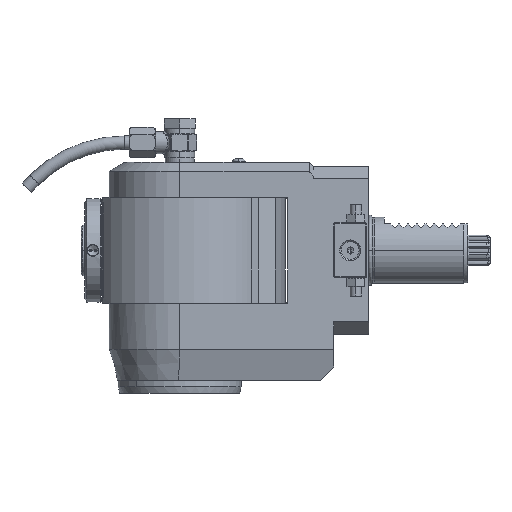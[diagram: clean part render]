
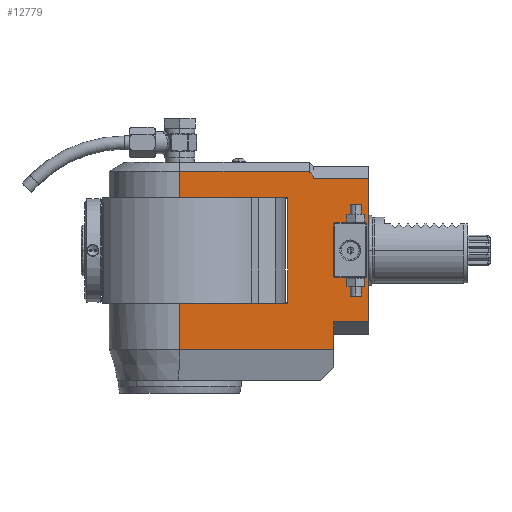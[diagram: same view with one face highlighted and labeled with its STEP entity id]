
A CAD part, left-side view. The second image highlights one B-rep face of the part: STEP entity #12779.
In plain terms, the highlighted planar face has unit normal (-1, 0, 0).
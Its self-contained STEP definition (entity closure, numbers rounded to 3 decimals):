
#27=DIRECTION('',(0.,1.,0.));
#28=VECTOR('',#27,0.433);
#29=CARTESIAN_POINT('',(-32.,-59.433,35.459));
#30=LINE('',#29,#28);
#31=DIRECTION('',(0.,0.655,0.756));
#32=VECTOR('',#31,2.394);
#33=CARTESIAN_POINT('',(-32.,-61.,33.649));
#34=LINE('',#33,#32);
#35=DIRECTION('',(0.,-1.,0.));
#36=VECTOR('',#35,25.);
#37=CARTESIAN_POINT('',(-32.,-61.,32.515));
#38=LINE('',#37,#36);
#39=DIRECTION('',(0.,-1.,0.));
#40=VECTOR('',#39,16.);
#41=CARTESIAN_POINT('',(-32.,-70.,-32.515));
#42=LINE('',#41,#40);
#43=DIRECTION('',(0.,1.,0.));
#44=VECTOR('',#43,23.368);
#45=CARTESIAN_POINT('',(-32.,-49.,24.));
#46=LINE('',#45,#44);
#47=DIRECTION('',(0.,0.,1.));
#48=VECTOR('',#47,24.);
#49=CARTESIAN_POINT('',(-32.,-85.,-12.));
#50=LINE('',#49,#48);
#51=DIRECTION('',(0.,-0.707,-0.707));
#52=VECTOR('',#51,0.707);
#53=CARTESIAN_POINT('',(-32.,-84.5,12.5));
#54=LINE('',#53,#52);
#55=DIRECTION('',(0.,1.,0.));
#56=VECTOR('',#55,14.);
#57=CARTESIAN_POINT('',(-32.,-84.5,12.5));
#58=LINE('',#57,#56);
#59=DIRECTION('',(0.,-0.707,0.707));
#60=VECTOR('',#59,0.707);
#61=CARTESIAN_POINT('',(-32.,-70.,12.));
#62=LINE('',#61,#60);
#63=DIRECTION('',(0.,0.,-1.));
#64=VECTOR('',#63,24.);
#65=CARTESIAN_POINT('',(-32.,-70.,12.));
#66=LINE('',#65,#64);
#67=DIRECTION('',(0.,0.707,0.707));
#68=VECTOR('',#67,0.707);
#69=CARTESIAN_POINT('',(-32.,-70.5,-12.5));
#70=LINE('',#69,#68);
#71=DIRECTION('',(0.,-1.,0.));
#72=VECTOR('',#71,14.);
#73=CARTESIAN_POINT('',(-32.,-70.5,-12.5));
#74=LINE('',#73,#72);
#75=DIRECTION('',(0.,0.707,-0.707));
#76=VECTOR('',#75,0.707);
#77=CARTESIAN_POINT('',(-32.,-85.,-12.));
#78=LINE('',#77,#76);
#83=DIRECTION('',(0.,0.,-1.));
#84=VECTOR('',#83,11.959);
#85=CARTESIAN_POINT('',(-32.,0.,35.959));
#86=LINE('',#85,#84);
#152=DIRECTION('',(0.,1.,0.));
#153=VECTOR('',#152,59.);
#154=CARTESIAN_POINT('',(-32.,-59.,35.959));
#155=LINE('',#154,#153);
#176=DIRECTION('',(0.,0.,1.));
#177=VECTOR('',#176,0.5);
#178=CARTESIAN_POINT('',(-32.,-59.,35.459));
#179=LINE('',#178,#177);
#216=DIRECTION('',(0.,0.,-1.));
#217=VECTOR('',#216,65.03);
#218=CARTESIAN_POINT('',(-32.,-86.,32.515));
#219=LINE('',#218,#217);
#398=DIRECTION('',(0.,0.,1.));
#399=VECTOR('',#398,1.134);
#400=CARTESIAN_POINT('',(-32.,-61.,32.515));
#401=LINE('',#400,#399);
#434=DIRECTION('',(0.,0.,1.));
#435=VECTOR('',#434,12.485);
#436=CARTESIAN_POINT('',(-32.,-70.,-45.));
#437=LINE('',#436,#435);
#454=DIRECTION('',(0.,-1.,0.));
#455=VECTOR('',#454,70.);
#456=CARTESIAN_POINT('',(-32.,0.,
-45.));
#457=LINE('',#456,#455);
#513=DIRECTION('',(0.,0.,-1.));
#514=VECTOR('',#513,21.);
#515=CARTESIAN_POINT('',(-32.,0.,-24.));
#516=LINE('',#515,#514);
#517=CARTESIAN_POINT('',(-32.,0.,-45.001));
#641=DIRECTION('',(0.,1.,0.));
#642=VECTOR('',#641,25.632);
#643=CARTESIAN_POINT('',(-32.,-25.632,-24.));
#644=LINE('',#643,#642);
#680=DIRECTION('',(0.,0.,-1.));
#681=VECTOR('',#680,48.);
#682=CARTESIAN_POINT('',(-32.,-49.,24.));
#683=LINE('',#682,#681);
#748=DIRECTION('',(0.,1.,0.));
#749=VECTOR('',#748,23.368);
#750=CARTESIAN_POINT('',(-32.,-49.,-24.));
#751=LINE('',#750,#749);
#1167=DIRECTION('',(0.,-1.,0.));
#1168=VECTOR('',#1167,25.632);
#1169=CARTESIAN_POINT('',(-32.,0.,24.));
#1170=LINE('',#1169,#1168);
#11355=CARTESIAN_POINT('',(-32.,-61.,33.649));
#11356=CARTESIAN_POINT('',(-32.,-59.433,35.459));
#11357=VERTEX_POINT('',#11355);
#11358=VERTEX_POINT('',#11356);
#11856=CARTESIAN_POINT('',(-32.,-85.,-12.));
#11857=CARTESIAN_POINT('',(-32.,-85.,12.));
#11858=VERTEX_POINT('',#11856);
#11859=VERTEX_POINT('',#11857);
#11860=CARTESIAN_POINT('',(-32.,-84.5,12.5));
#11861=CARTESIAN_POINT('',(-32.,-70.5,12.5));
#11862=VERTEX_POINT('',#11860);
#11863=VERTEX_POINT('',#11861);
#11864=CARTESIAN_POINT('',(-32.,-70.,12.));
#11865=CARTESIAN_POINT('',(-32.,-70.,-12.));
#11866=VERTEX_POINT('',#11864);
#11867=VERTEX_POINT('',#11865);
#11868=CARTESIAN_POINT('',(-32.,-70.5,-12.5));
#11869=CARTESIAN_POINT('',(-32.,-84.5,-12.5));
#11870=VERTEX_POINT('',#11868);
#11871=VERTEX_POINT('',#11869);
#12409=CARTESIAN_POINT('',(-32.,-86.,32.515));
#12411=VERTEX_POINT('',#12409);
#12416=CARTESIAN_POINT('',(-32.,-49.,24.));
#12417=CARTESIAN_POINT('',(-32.,-49.,-24.));
#12418=VERTEX_POINT('',#12416);
#12419=VERTEX_POINT('',#12417);
#12432=CARTESIAN_POINT('',(-32.,-25.632,-24.));
#12433=VERTEX_POINT('',#12432);
#12436=CARTESIAN_POINT('',(-32.,-25.632,24.));
#12437=VERTEX_POINT('',#12436);
#12448=CARTESIAN_POINT('',(-32.,-70.,-45.));
#12450=VERTEX_POINT('',#12448);
#12456=CARTESIAN_POINT('',(-32.,-86.,-32.515));
#12457=VERTEX_POINT('',#12456);
#12466=CARTESIAN_POINT('',(-32.,-70.,-32.515));
#12467=VERTEX_POINT('',#12466);
#12468=CARTESIAN_POINT('',(-32.,-59.,35.959));
#12469=CARTESIAN_POINT('',(-32.,0.,
35.959));
#12470=VERTEX_POINT('',#12468);
#12471=VERTEX_POINT('',#12469);
#12476=VERTEX_POINT('',#517);
#12522=CARTESIAN_POINT('',(-32.,-59.,35.459));
#12524=VERTEX_POINT('',#12522);
#12652=CARTESIAN_POINT('',(-32.,-61.,32.515));
#12653=VERTEX_POINT('',#12652);
#12658=CARTESIAN_POINT('',(-32.,0.,-24.));
#12659=VERTEX_POINT('',#12658);
#12661=CARTESIAN_POINT('',(-32.,0.,24.));
#12663=VERTEX_POINT('',#12661);
#12722=CARTESIAN_POINT('',(-32.,0.,-59.));
#12723=DIRECTION('',(-1.,0.,0.));
#12724=DIRECTION('',(0.,-1.,0.));
#12725=AXIS2_PLACEMENT_3D('',#12722,#12723,#12724);
#12726=PLANE('',#12725);
#12728=ORIENTED_EDGE('',*,*,#12727,.F.);
#12730=ORIENTED_EDGE('',*,*,#12729,.F.);
#12732=ORIENTED_EDGE('',*,*,#12731,.F.);
#12734=ORIENTED_EDGE('',*,*,#12733,.F.);
#12736=ORIENTED_EDGE('',*,*,#12735,.F.);
#12738=ORIENTED_EDGE('',*,*,#12737,.F.);
#12740=ORIENTED_EDGE('',*,*,#12739,.T.);
#12742=ORIENTED_EDGE('',*,*,#12741,.T.);
#12744=ORIENTED_EDGE('',*,*,#12743,.F.);
#12746=ORIENTED_EDGE('',*,*,#12745,.F.);
#12748=ORIENTED_EDGE('',*,*,#12747,.F.);
#12750=ORIENTED_EDGE('',*,*,#12749,.F.);
#12752=ORIENTED_EDGE('',*,*,#12751,.F.);
#12754=ORIENTED_EDGE('',*,*,#12753,.F.);
#12756=ORIENTED_EDGE('',*,*,#12755,.F.);
#12758=ORIENTED_EDGE('',*,*,#12757,.T.);
#12760=ORIENTED_EDGE('',*,*,#12759,.F.);
#12761=EDGE_LOOP('',(#12728,#12730,#12732,#12734,#12736,#12738,#12740,#12742,
#12744,#12746,#12748,#12750,#12752,#12754,#12756,#12758,#12760));
#12762=FACE_OUTER_BOUND('',#12761,.F.);
#12764=ORIENTED_EDGE('',*,*,#12763,.T.);
#12765=ORIENTED_EDGE('',*,*,#12710,.F.);
#12766=ORIENTED_EDGE('',*,*,#12695,.T.);
#12768=ORIENTED_EDGE('',*,*,#12767,.F.);
#12770=ORIENTED_EDGE('',*,*,#12769,.T.);
#12772=ORIENTED_EDGE('',*,*,#12771,.F.);
#12774=ORIENTED_EDGE('',*,*,#12773,.T.);
#12776=ORIENTED_EDGE('',*,*,#12775,.F.);
#12777=EDGE_LOOP('',(#12764,#12765,#12766,#12768,#12770,#12772,#12774,#12776));
#12778=FACE_BOUND('',#12777,.F.);
#12695=EDGE_CURVE('',#11862,#11863,#58,.T.);
#12710=EDGE_CURVE('',#11862,#11859,#54,.T.);
#12727=EDGE_CURVE('',#12471,#12663,#86,.T.);
#12729=EDGE_CURVE('',#12470,#12471,#155,.T.);
#12731=EDGE_CURVE('',#12524,#12470,#179,.T.);
#12733=EDGE_CURVE('',#11358,#12524,#30,.T.);
#12735=EDGE_CURVE('',#11357,#11358,#34,.T.);
#12737=EDGE_CURVE('',#12653,#11357,#401,.T.);
#12739=EDGE_CURVE('',#12653,#12411,#38,.T.);
#12741=EDGE_CURVE('',#12411,#12457,#219,.T.);
#12743=EDGE_CURVE('',#12467,#12457,#42,.T.);
#12745=EDGE_CURVE('',#12450,#12467,#437,.T.);
#12747=EDGE_CURVE('',#12476,#12450,#457,.T.);
#12749=EDGE_CURVE('',#12659,#12476,#516,.T.);
#12751=EDGE_CURVE('',#12433,#12659,#644,.T.);
#12753=EDGE_CURVE('',#12419,#12433,#751,.T.);
#12755=EDGE_CURVE('',#12418,#12419,#683,.T.);
#12757=EDGE_CURVE('',#12418,#12437,#46,.T.);
#12759=EDGE_CURVE('',#12663,#12437,#1170,.T.);
#12763=EDGE_CURVE('',#11858,#11859,#50,.T.);
#12767=EDGE_CURVE('',#11866,#11863,#62,.T.);
#12769=EDGE_CURVE('',#11866,#11867,#66,.T.);
#12771=EDGE_CURVE('',#11870,#11867,#70,.T.);
#12773=EDGE_CURVE('',#11870,#11871,#74,.T.);
#12775=EDGE_CURVE('',#11858,#11871,#78,.T.);
#12779=ADVANCED_FACE('',(#12762,#12778),#12726,.T.);
